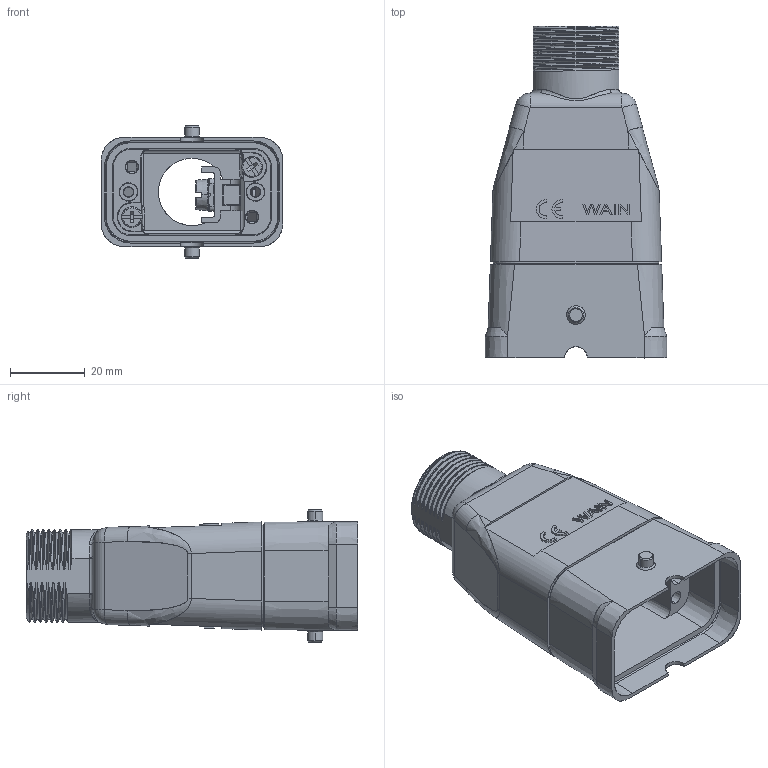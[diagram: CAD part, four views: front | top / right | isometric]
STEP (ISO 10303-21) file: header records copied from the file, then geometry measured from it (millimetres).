
FILE_DESCRIPTION(/* description */ (''),/* implementation_level */ '2;1');
FILE_NAME(/* name */ '3D_1300084105003_HC-TEH-2B-M25_V1.1.stp',/* time_stamp */ '2023-12-07T13:39:56+08:00',/* author */ (''),/* organization */ (''),/* preprocessor_version */ 'ST-DEVELOPER v18.1',/* originating_system */ 'SIEMENS PLM Software NX 1980',/* authorisation */ '');
FILE_SCHEMA (('AUTOMOTIVE_DESIGN { 1 0 10303 214 3 1 1 1 }'));
Products named in the file (1): 13912D58BF1Ba16f
Bounding box: 48.72 x 88.9 x 35.4 mm (x, y, z)
Volume: 6 mm3; surface area: 27601.3 mm2
Topology: 2 solids, 1111 shells, 1125 faces, 6456 edges, 6428 vertices
Faces by surface type: cylinder 465, plane 456, cone 91, bspline 79, torus 22, sphere 12
Full cylindrical faces by diameter (mm): 2.799 x2, 5.199 x2
Entity records: 128434 total; most frequent: CARTESIAN_POINT 77180, ORIENTED_EDGE 6482, EDGE_CURVE 6442, VERTEX_POINT 6428, DIRECTION 6254, LINE 2936, VECTOR 2936, B_SPLINE_CURVE_WITH_KNOTS 2882
